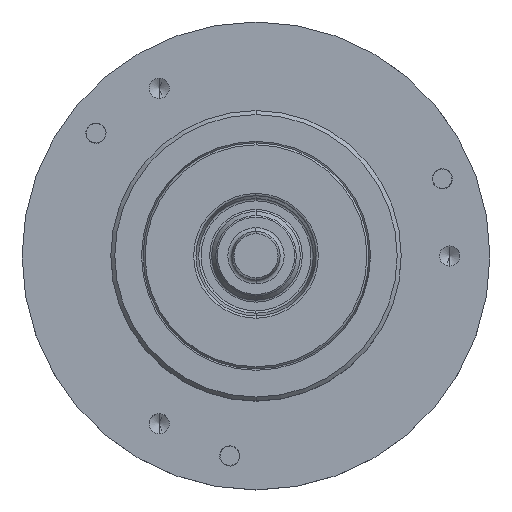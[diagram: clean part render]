
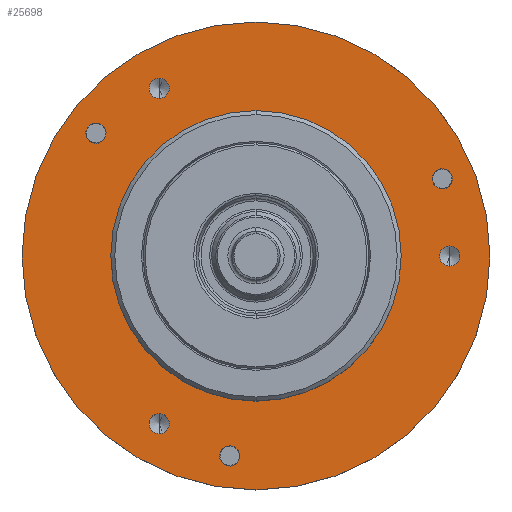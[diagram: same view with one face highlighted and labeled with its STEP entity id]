
A CAD part, top view. The second image highlights one B-rep face of the part: STEP entity #25698.
In plain terms, the highlighted planar face has unit normal (0, 0, 1).
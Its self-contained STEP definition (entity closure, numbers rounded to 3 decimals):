
#4018=CARTESIAN_POINT('',(0.,0.,17.));
#4019=DIRECTION('',(0.,0.,1.));
#4020=DIRECTION('',(1.,0.,0.));
#4021=AXIS2_PLACEMENT_3D('',#4018,#4019,#4020);
#4023=CARTESIAN_POINT('',(0.,0.,17.));
#4024=DIRECTION('',(0.,0.,1.));
#4025=DIRECTION('',(-1.,0.,0.));
#4026=AXIS2_PLACEMENT_3D('',#4023,#4024,#4025);
#4028=CARTESIAN_POINT('',(-19.834,15.219,17.));
#4029=DIRECTION('',(0.,0.,-1.));
#4030=DIRECTION('',(-0.793,0.609,0.));
#4031=AXIS2_PLACEMENT_3D('',#4028,#4029,#4030);
#4033=CARTESIAN_POINT('',(-19.834,15.219,17.));
#4034=DIRECTION('',(0.,0.,-1.));
#4035=DIRECTION('',(0.793,-0.609,0.));
#4036=AXIS2_PLACEMENT_3D('',#4033,#4034,#4035);
#4038=CARTESIAN_POINT('',(-3.263,-24.786,17.));
#4039=DIRECTION('',(0.,0.,-1.));
#4040=DIRECTION('',(-0.131,-0.991,0.));
#4041=AXIS2_PLACEMENT_3D('',#4038,#4039,#4040);
#4043=CARTESIAN_POINT('',(-3.263,-24.786,17.));
#4044=DIRECTION('',(0.,0.,-1.));
#4045=DIRECTION('',(0.131,0.991,0.));
#4046=AXIS2_PLACEMENT_3D('',#4043,#4044,#4045);
#4048=CARTESIAN_POINT('',(23.097,9.567,17.));
#4049=DIRECTION('',(0.,0.,-1.));
#4050=DIRECTION('',(0.924,0.383,0.));
#4051=AXIS2_PLACEMENT_3D('',#4048,#4049,#4050);
#4053=CARTESIAN_POINT('',(23.097,9.567,17.));
#4054=DIRECTION('',(0.,0.,-1.));
#4055=DIRECTION('',(-0.924,-0.383,0.));
#4056=AXIS2_PLACEMENT_3D('',#4053,#4054,#4055);
#4058=CARTESIAN_POINT('',(-12.,-20.785,17.));
#4059=DIRECTION('',(0.,0.,1.));
#4060=DIRECTION('',(0.,-1.,0.));
#4061=AXIS2_PLACEMENT_3D('',#4058,#4059,#4060);
#4063=CARTESIAN_POINT('',(-12.,-20.785,17.));
#4064=DIRECTION('',(0.,0.,1.));
#4065=DIRECTION('',(0.,1.,0.));
#4066=AXIS2_PLACEMENT_3D('',#4063,#4064,#4065);
#4068=CARTESIAN_POINT('',(-12.,20.785,17.));
#4069=DIRECTION('',(0.,0.,1.));
#4070=DIRECTION('',(0.,-1.,0.));
#4071=AXIS2_PLACEMENT_3D('',#4068,#4069,#4070);
#4073=CARTESIAN_POINT('',(-12.,20.785,17.));
#4074=DIRECTION('',(0.,0.,1.));
#4075=DIRECTION('',(0.,1.,0.));
#4076=AXIS2_PLACEMENT_3D('',#4073,#4074,#4075);
#4078=CARTESIAN_POINT('',(24.,0.,17.));
#4079=DIRECTION('',(0.,0.,1.));
#4080=DIRECTION('',(0.,-1.,0.));
#4081=AXIS2_PLACEMENT_3D('',#4078,#4079,#4080);
#4083=CARTESIAN_POINT('',(24.,0.,17.));
#4084=DIRECTION('',(0.,0.,1.));
#4085=DIRECTION('',(0.,1.,0.));
#4086=AXIS2_PLACEMENT_3D('',#4083,#4084,#4085);
#4096=CARTESIAN_POINT('',(0.,0.,17.));
#4097=DIRECTION('',(0.,0.,1.));
#4098=DIRECTION('',(0.,1.,0.));
#4099=AXIS2_PLACEMENT_3D('',#4096,#4097,#4098);
#4133=CARTESIAN_POINT('',(0.,0.,17.));
#4134=DIRECTION('',(0.,0.,-1.));
#4135=DIRECTION('',(0.,1.,0.));
#4136=AXIS2_PLACEMENT_3D('',#4133,#4134,#4135);
#20862=CARTESIAN_POINT('',(0.,18.,17.));
#20863=CARTESIAN_POINT('',(0.,-18.,17.));
#20864=VERTEX_POINT('',#20862);
#20865=VERTEX_POINT('',#20863);
#20866=CARTESIAN_POINT('',(29.,0.,17.));
#20867=CARTESIAN_POINT('',(-29.,0.,17.));
#20868=VERTEX_POINT('',#20866);
#20869=VERTEX_POINT('',#20867);
#20870=CARTESIAN_POINT('',(-20.826,15.98,17.));
#20871=CARTESIAN_POINT('',(-18.842,14.458,17.));
#20872=VERTEX_POINT('',#20870);
#20873=VERTEX_POINT('',#20871);
#20874=CARTESIAN_POINT('',(-3.426,-26.025,17.));
#20875=CARTESIAN_POINT('',(-3.1,-23.547,17.));
#20876=VERTEX_POINT('',#20874);
#20877=VERTEX_POINT('',#20875);
#20878=CARTESIAN_POINT('',(24.252,10.045,17.));
#20879=CARTESIAN_POINT('',(21.942,9.089,17.));
#20880=VERTEX_POINT('',#20878);
#20881=VERTEX_POINT('',#20879);
#20888=CARTESIAN_POINT('',(-12.,-22.035,17.));
#20889=CARTESIAN_POINT('',(-12.,-19.535,17.));
#20890=VERTEX_POINT('',#20888);
#20891=VERTEX_POINT('',#20889);
#20898=CARTESIAN_POINT('',(-12.,19.535,17.));
#20899=CARTESIAN_POINT('',(-12.,22.035,17.));
#20900=VERTEX_POINT('',#20898);
#20901=VERTEX_POINT('',#20899);
#20908=CARTESIAN_POINT('',(24.,-1.25,17.));
#20909=CARTESIAN_POINT('',(24.,1.25,17.));
#20910=VERTEX_POINT('',#20908);
#20911=VERTEX_POINT('',#20909);
#25646=CARTESIAN_POINT('',(0.,0.,17.));
#25647=DIRECTION('',(0.,0.,-1.));
#25648=DIRECTION('',(0.,1.,0.));
#25649=AXIS2_PLACEMENT_3D('',#25646,#25647,#25648);
#25650=PLANE('',#25649);
#25651=ORIENTED_EDGE('',*,*,#25636,.F.);
#25653=ORIENTED_EDGE('',*,*,#25652,.F.);
#25654=EDGE_LOOP('',(#25651,#25653));
#25655=FACE_OUTER_BOUND('',#25654,.F.);
#25657=ORIENTED_EDGE('',*,*,#25656,.T.);
#25659=ORIENTED_EDGE('',*,*,#25658,.F.);
#25660=EDGE_LOOP('',(#25657,#25659));
#25661=FACE_BOUND('',#25660,.F.);
#25663=ORIENTED_EDGE('',*,*,#25662,.F.);
#25665=ORIENTED_EDGE('',*,*,#25664,.F.);
#25666=EDGE_LOOP('',(#25663,#25665));
#25667=FACE_BOUND('',#25666,.F.);
#25669=ORIENTED_EDGE('',*,*,#25668,.F.);
#25671=ORIENTED_EDGE('',*,*,#25670,.F.);
#25672=EDGE_LOOP('',(#25669,#25671));
#25673=FACE_BOUND('',#25672,.F.);
#25675=ORIENTED_EDGE('',*,*,#25674,.F.);
#25677=ORIENTED_EDGE('',*,*,#25676,.F.);
#25678=EDGE_LOOP('',(#25675,#25677));
#25679=FACE_BOUND('',#25678,.F.);
#25681=ORIENTED_EDGE('',*,*,#25680,.T.);
#25683=ORIENTED_EDGE('',*,*,#25682,.T.);
#25684=EDGE_LOOP('',(#25681,#25683));
#25685=FACE_BOUND('',#25684,.F.);
#25687=ORIENTED_EDGE('',*,*,#25686,.T.);
#25689=ORIENTED_EDGE('',*,*,#25688,.T.);
#25690=EDGE_LOOP('',(#25687,#25689));
#25691=FACE_BOUND('',#25690,.F.);
#25693=ORIENTED_EDGE('',*,*,#25692,.T.);
#25695=ORIENTED_EDGE('',*,*,#25694,.T.);
#25696=EDGE_LOOP('',(#25693,#25695));
#25697=FACE_BOUND('',#25696,.F.);
#4022=CIRCLE('',#4021,29.);
#4027=CIRCLE('',#4026,29.);
#4032=CIRCLE('',#4031,1.25);
#4037=CIRCLE('',#4036,1.25);
#4042=CIRCLE('',#4041,1.25);
#4047=CIRCLE('',#4046,1.25);
#4052=CIRCLE('',#4051,1.25);
#4057=CIRCLE('',#4056,1.25);
#4062=CIRCLE('',#4061,1.25);
#4067=CIRCLE('',#4066,1.25);
#4072=CIRCLE('',#4071,1.25);
#4077=CIRCLE('',#4076,1.25);
#4082=CIRCLE('',#4081,1.25);
#4087=CIRCLE('',#4086,1.25);
#4100=CIRCLE('',#4099,18.);
#4137=CIRCLE('',#4136,18.);
#25636=EDGE_CURVE('',#20868,#20869,#4022,.T.);
#25652=EDGE_CURVE('',#20869,#20868,#4027,.T.);
#25656=EDGE_CURVE('',#20864,#20865,#4100,.T.);
#25658=EDGE_CURVE('',#20864,#20865,#4137,.T.);
#25662=EDGE_CURVE('',#20872,#20873,#4032,.T.);
#25664=EDGE_CURVE('',#20873,#20872,#4037,.T.);
#25668=EDGE_CURVE('',#20876,#20877,#4042,.T.);
#25670=EDGE_CURVE('',#20877,#20876,#4047,.T.);
#25674=EDGE_CURVE('',#20880,#20881,#4052,.T.);
#25676=EDGE_CURVE('',#20881,#20880,#4057,.T.);
#25680=EDGE_CURVE('',#20890,#20891,#4062,.T.);
#25682=EDGE_CURVE('',#20891,#20890,#4067,.T.);
#25686=EDGE_CURVE('',#20900,#20901,#4072,.T.);
#25688=EDGE_CURVE('',#20901,#20900,#4077,.T.);
#25692=EDGE_CURVE('',#20910,#20911,#4082,.T.);
#25694=EDGE_CURVE('',#20911,#20910,#4087,.T.);
#25698=ADVANCED_FACE('',(#25655,#25661,#25667,#25673,#25679,#25685,#25691,
#25697),#25650,.F.);
